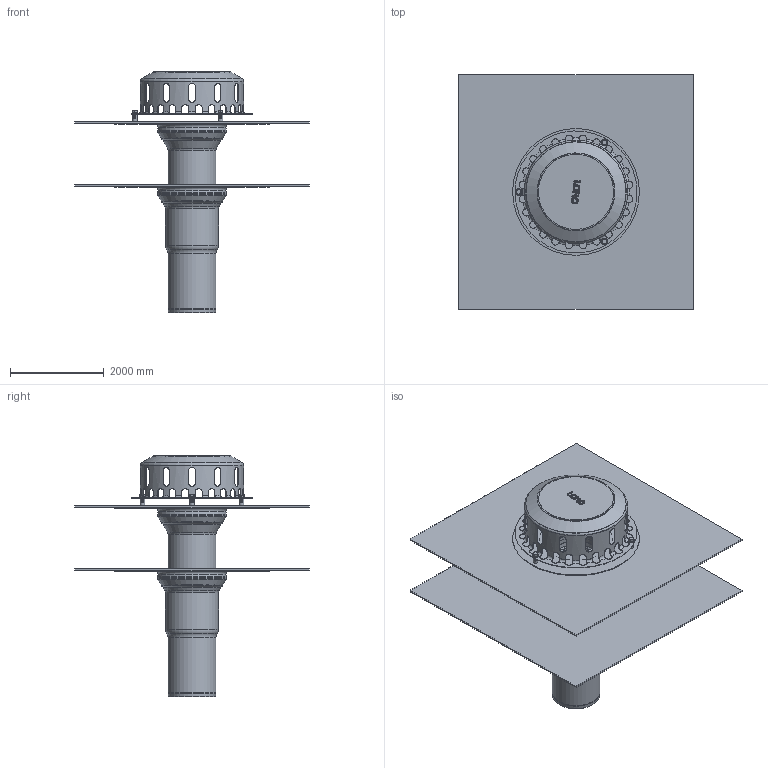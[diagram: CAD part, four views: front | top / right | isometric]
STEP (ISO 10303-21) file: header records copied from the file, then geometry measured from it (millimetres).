
FILE_DESCRIPTION(/* description */ (''),/* implementation_level */ '2;1');
FILE_NAME(/* name */ '17120.100A_3D.stp',/* time_stamp */ '2024-12-12T07:39:10+01:00',/* author */ ('CAD'),/* organization */ (''),/* preprocessor_version */ 'ST-DEVELOPER v20',/* originating_system */ 'AutoCAD Mechanical',/* authorisation */ '');
FILE_SCHEMA (('AUTOMOTIVE_DESIGN { 1 0 10303 214 3 1 1 }'));
Length unit declared in the file: centimetre
Products named in the file (2): Product; *S0
Assembly tree (1 placements, depth 2):
  Product
    *S0
Bounding box: 5000 x 5000 x 5147.5 mm (x, y, z)
Volume: 2550053607.1 mm3; surface area: 212513470.6 mm2
Topology: 22 solids, 24 shells, 693 faces, 1848 edges, 1167 vertices
Faces by surface type: plane 203, cylinder 174, cone 172, torus 138, sphere 3, bspline 3
Full cylindrical faces by diameter (mm): 40 x6, 60 x3, 80 x3, 100 x6, 105 x2, 985 x2, 992 x2, 1016 x2, 1020 x3, 1095 x1, 1130 x1, 1150 x4, 1160 x4, 1200 x4, 1430 x4, 1470 x2, 2180 x1, 2200 x1, 2600 x1, 2700 x1, 3300 x2
Entity records: 27623 total; most frequent: CARTESIAN_POINT 10191, DIRECTION 3678, ORIENTED_EDGE 3674, EDGE_CURVE 1837, AXIS2_PLACEMENT_3D 1507, VERTEX_POINT 1167, CIRCLE 787, EDGE_LOOP 774
